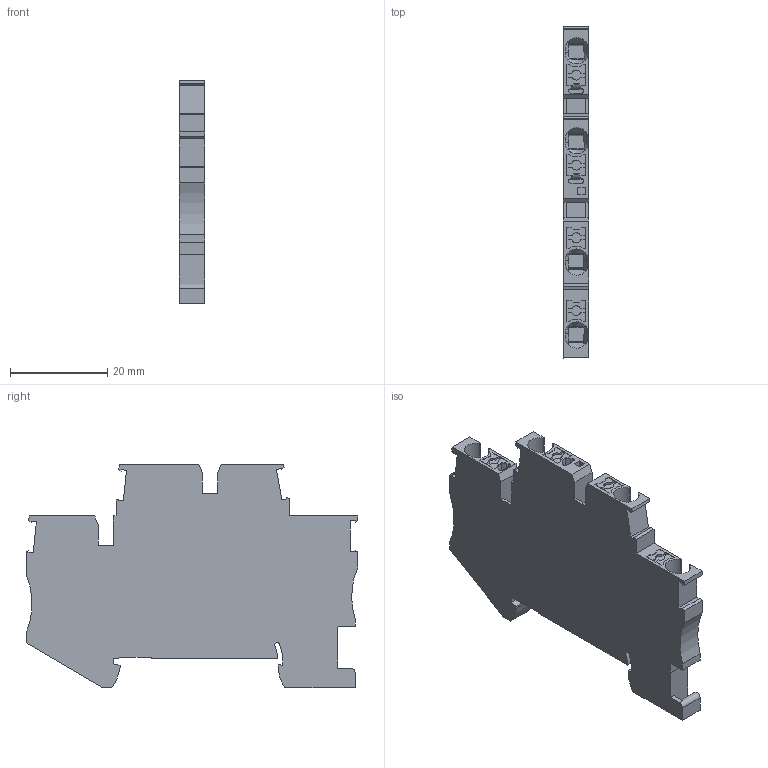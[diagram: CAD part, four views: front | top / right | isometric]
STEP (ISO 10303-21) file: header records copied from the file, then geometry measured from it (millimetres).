
FILE_DESCRIPTION(('Creo Elements/Direct Modeling STEP Export'),'2;1');
FILE_NAME('model.stp','2017-12-16T 6:44:30',(''),(''),'Creo Elements/Direct Modeling STEP processor for AP214 (Solid Model)','Creo Elements/Direct Modeling 18.1I 14-Aug-2016 (C) Parametric Technology GmbH','');
FILE_SCHEMA(('AUTOMOTIVE_DESIGN { 1 0 10303 214 1 1 1 1 }'));
Length unit declared in the file: millimetre
Products named in the file (2): PTTB_2.5-2DIO_O-UL_UR-UL-select
Assembly tree (1 placements, depth 2):
  PTTB_2.5-2DIO_O-UL_UR-UL-select
    PTTB_2.5-2DIO_O-UL_UR-UL-select
Bounding box: 5.15 x 68.15 x 45.85 mm (x, y, z)
Volume: 10692.7 mm3; surface area: 7568.2 mm2
Topology: 1 solids, 1 shells, 280 faces, 815 edges, 544 vertices
Faces by surface type: plane 232, cylinder 30, torus 8, extrusion 6, cone 4
Entity records: 13643 total; most frequent: CARTESIAN_POINT 3968, ORIENTED_EDGE 1630, DIRECTION 1378, EDGE_CURVE 815, VECTOR 684, LINE 678, VERTEX_POINT 544, AXIS2_PLACEMENT_3D 347
